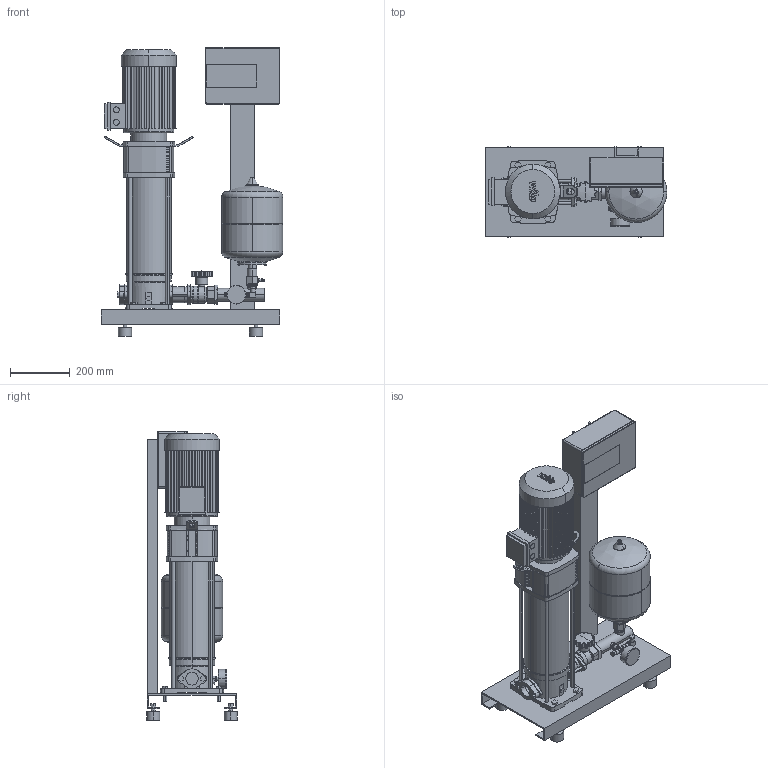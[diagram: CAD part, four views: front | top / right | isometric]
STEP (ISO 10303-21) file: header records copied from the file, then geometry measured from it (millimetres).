
FILE_DESCRIPTION((''),'2;1');
FILE_NAME('3d_CO-1HelixV607_CE+-2535300.stp','2016-01-25T11:49:35',(''),(''),'Mechanical Desktop 2009','Mechanical Desktop 2009',', , ');
FILE_SCHEMA(('CONFIG_CONTROL_DESIGN'));
Length unit declared in the file: millimetre
Products named in the file (1): Product
Bounding box: 610 x 304 x 970 mm (x, y, z)
Volume: 32912508.1 mm3; surface area: 2635477.3 mm2
Topology: 48 solids, 48 shells, 1397 faces, 3531 edges, 2305 vertices
Faces by surface type: plane 579, cylinder 371, bspline 321, cone 74, torus 50, sphere 2
Entity records: 46918 total; most frequent: CARTESIAN_POINT 13238, ORIENTED_EDGE 7058, DIRECTION 6748, EDGE_CURVE 3529, AXIS2_PLACEMENT_3D 2313, VERTEX_POINT 2304, VECTOR 2122, LINE 2122
